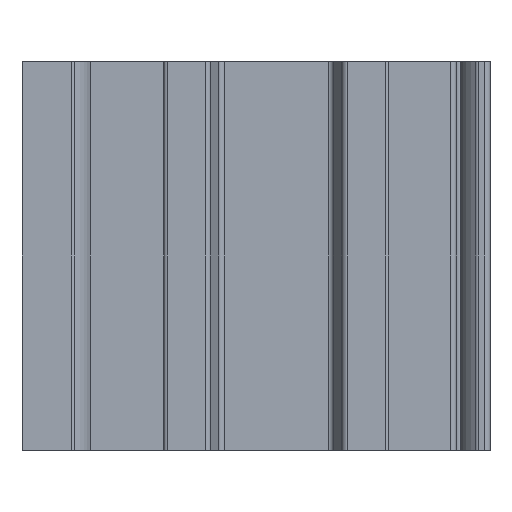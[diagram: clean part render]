
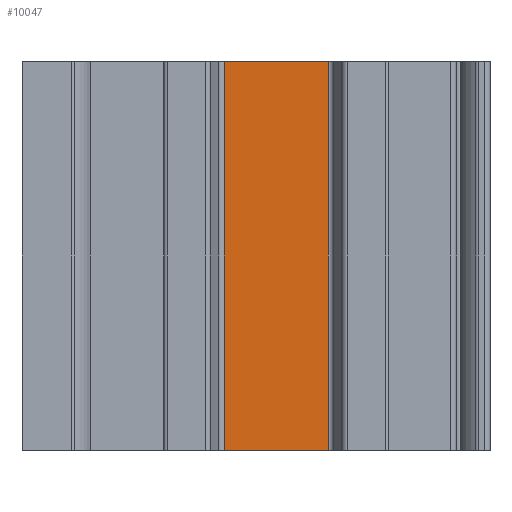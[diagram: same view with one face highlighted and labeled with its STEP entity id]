
A CAD part, front view. The second image highlights one B-rep face of the part: STEP entity #10047.
In plain terms, the highlighted planar face has unit normal (0, -1, 0).
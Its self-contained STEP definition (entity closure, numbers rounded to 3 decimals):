
#2178=DIRECTION('',(-1.,0.,0.));
#2179=VECTOR('',#2178,9.246);
#2180=CARTESIAN_POINT('',(4.623,-11.,-17.25));
#2181=LINE('',#2180,#2179);
#2182=DIRECTION('',(1.,0.,0.));
#2183=VECTOR('',#2182,9.246);
#2184=CARTESIAN_POINT('',(-4.623,-11.,17.25));
#2185=LINE('',#2184,#2183);
#2186=DIRECTION('',(0.,0.,-1.));
#2187=VECTOR('',#2186,34.5);
#2188=CARTESIAN_POINT('',(4.623,-11.,17.25));
#2189=LINE('',#2188,#2187);
#2190=DIRECTION('',(0.,0.,-1.));
#2191=VECTOR('',#2190,34.5);
#2192=CARTESIAN_POINT('',(-4.623,-11.,17.25));
#2193=LINE('',#2192,#2191);
#5554=CARTESIAN_POINT('',(-4.623,-11.,-17.25));
#5555=VERTEX_POINT('',#5554);
#5556=CARTESIAN_POINT('',(4.623,-11.,-17.25));
#5557=VERTEX_POINT('',#5556);
#5990=CARTESIAN_POINT('',(4.623,-11.,17.25));
#5991=VERTEX_POINT('',#5990);
#5992=CARTESIAN_POINT('',(-4.623,-11.,17.25));
#5993=VERTEX_POINT('',#5992);
#10034=CARTESIAN_POINT('',(0.,-11.,0.));
#10035=DIRECTION('',(0.,1.,0.));
#10036=DIRECTION('',(1.,0.,0.));
#10037=AXIS2_PLACEMENT_3D('',#10034,#10035,#10036);
#10038=PLANE('',#10037);
#10039=ORIENTED_EDGE('',*,*,#7013,.T.);
#10041=ORIENTED_EDGE('',*,*,#10040,.F.);
#10043=ORIENTED_EDGE('',*,*,#10042,.T.);
#10044=ORIENTED_EDGE('',*,*,#10026,.T.);
#10045=EDGE_LOOP('',(#10039,#10041,#10043,#10044));
#10046=FACE_OUTER_BOUND('',#10045,.F.);
#7013=EDGE_CURVE('',#5557,#5555,#2181,.T.);
#10026=EDGE_CURVE('',#5991,#5557,#2189,.T.);
#10040=EDGE_CURVE('',#5993,#5555,#2193,.T.);
#10042=EDGE_CURVE('',#5993,#5991,#2185,.T.);
#10047=ADVANCED_FACE('',(#10046),#10038,.F.);
